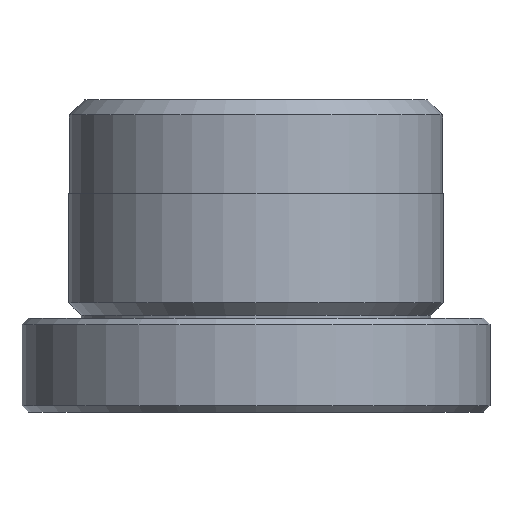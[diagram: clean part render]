
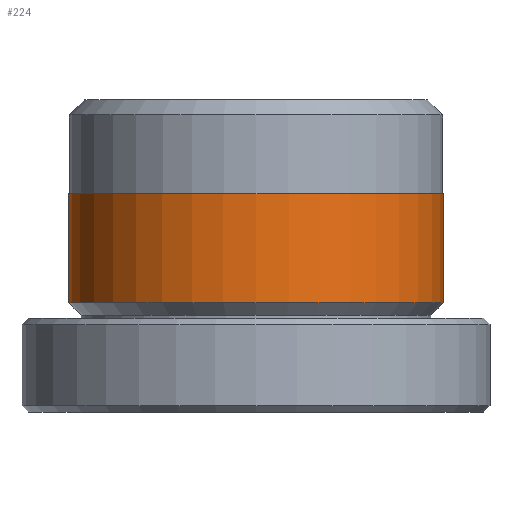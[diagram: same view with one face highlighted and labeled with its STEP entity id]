
A CAD part, front view. The second image highlights one B-rep face of the part: STEP entity #224.
In plain terms, the highlighted cylindrical face has radius 6 mm (diameter 12 mm), a partial arc.
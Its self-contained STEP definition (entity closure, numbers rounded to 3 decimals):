
#46 = DIRECTION ( 'NONE',  ( -1., 0., 0. ) ) ;
#88 = ORIENTED_EDGE ( 'NONE', *, *, #1460, .F. ) ;
#109 = DIRECTION ( 'NONE',  ( -1., 0., 0. ) ) ;
#131 = EDGE_CURVE ( 'NONE', #1728, #1205, #1471, .T. ) ;
#196 = VECTOR ( 'NONE', #602, 1000. ) ;
#213 = AXIS2_PLACEMENT_3D ( 'NONE', #839, #1831, #981 ) ;
#224 = ADVANCED_FACE ( 'NONE', ( #1382 ), #959, .T. ) ;
#281 = EDGE_CURVE ( 'NONE', #1205, #989, #1622, .T. ) ;
#334 = VECTOR ( 'NONE', #778, 1000. ) ;
#361 = AXIS2_PLACEMENT_3D ( 'NONE', #1736, #888, #46 ) ;
#384 = CIRCLE ( 'NONE', #213, 6. ) ;
#403 = CARTESIAN_POINT ( 'NONE',  ( 6., 0., 7. ) ) ;
#455 = AXIS2_PLACEMENT_3D ( 'NONE', #956, #676, #109 ) ;
#602 = DIRECTION ( 'NONE',  ( 0., 0., -1. ) ) ;
#676 = DIRECTION ( 'NONE',  ( 0., 0., -1. ) ) ;
#702 = EDGE_CURVE ( 'NONE', #733, #989, #1289, .T. ) ;
#733 = VERTEX_POINT ( 'NONE', #878 ) ;
#778 = DIRECTION ( 'NONE',  ( 0., 0., -1. ) ) ;
#839 = CARTESIAN_POINT ( 'NONE',  ( 0., 0., 7. ) ) ;
#878 = CARTESIAN_POINT ( 'NONE',  ( -6., 0., 7. ) ) ;
#888 = DIRECTION ( 'NONE',  ( 0., 0., -1. ) ) ;
#956 = CARTESIAN_POINT ( 'NONE',  ( 0., 0., 10. ) ) ;
#959 = CYLINDRICAL_SURFACE ( 'NONE', #455, 6. ) ;
#967 = ORIENTED_EDGE ( 'NONE', *, *, #281, .F. ) ;
#981 = DIRECTION ( 'NONE',  ( 1., 0., 0. ) ) ;
#989 = VERTEX_POINT ( 'NONE', #1473 ) ;
#1205 = VERTEX_POINT ( 'NONE', #1797 ) ;
#1221 = ORIENTED_EDGE ( 'NONE', *, *, #702, .T. ) ;
#1289 = LINE ( 'NONE', #1307, #196 ) ;
#1307 = CARTESIAN_POINT ( 'NONE',  ( -6., 0., 10. ) ) ;
#1382 = FACE_OUTER_BOUND ( 'NONE', #1512, .T. ) ;
#1460 = EDGE_CURVE ( 'NONE', #733, #1728, #384, .T. ) ;
#1471 = LINE ( 'NONE', #1624, #334 ) ;
#1473 = CARTESIAN_POINT ( 'NONE',  ( -6., 0., 3.5 ) ) ;
#1512 = EDGE_LOOP ( 'NONE', ( #1779, #88, #1221, #967 ) ) ;
#1622 = CIRCLE ( 'NONE', #361, 6. ) ;
#1624 = CARTESIAN_POINT ( 'NONE',  ( 6., 0., 10. ) ) ;
#1728 = VERTEX_POINT ( 'NONE', #403 ) ;
#1736 = CARTESIAN_POINT ( 'NONE',  ( 0., 0., 3.5 ) ) ;
#1779 = ORIENTED_EDGE ( 'NONE', *, *, #131, .F. ) ;
#1797 = CARTESIAN_POINT ( 'NONE',  ( 6., 0., 3.5 ) ) ;
#1831 = DIRECTION ( 'NONE',  ( 0., 0., 1. ) ) ;
